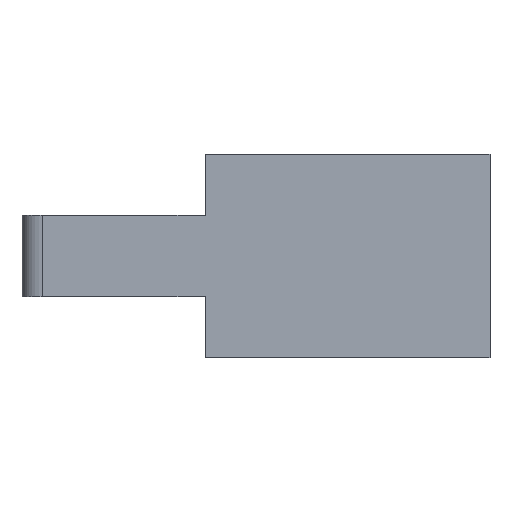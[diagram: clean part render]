
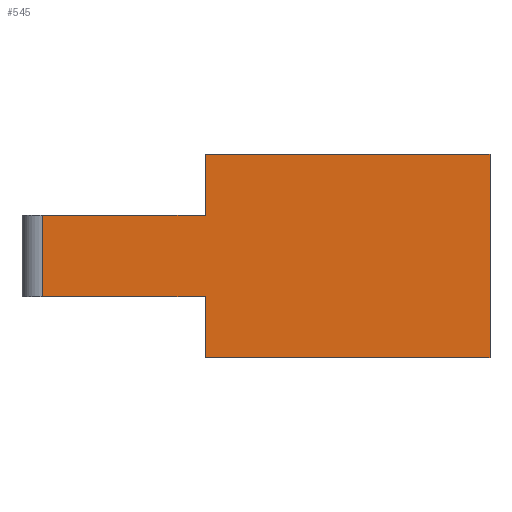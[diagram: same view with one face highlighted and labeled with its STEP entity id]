
A CAD part, top view. The second image highlights one B-rep face of the part: STEP entity #545.
In plain terms, the highlighted planar face has unit normal (0, 0, 1).
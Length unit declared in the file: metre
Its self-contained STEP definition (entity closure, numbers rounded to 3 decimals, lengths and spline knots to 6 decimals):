
#2 = VERTEX_POINT ( 'NONE', #33 ) ;
#3 = ORIENTED_EDGE ( 'NONE', *, *, #163, .T. ) ;
#15 = LINE ( 'NONE', #178, #54 ) ;
#27 = VECTOR ( 'NONE', #89, 1. ) ;
#29 = CARTESIAN_POINT ( 'NONE',  ( -0.075, -0.01, 0.005 ) ) ;
#33 = CARTESIAN_POINT ( 'NONE',  ( -0.035, -0.01, 0.005 ) ) ;
#36 = ORIENTED_EDGE ( 'NONE', *, *, #83, .F. ) ;
#46 = CARTESIAN_POINT ( 'NONE',  ( -0.035, -0.025, 0.005 ) ) ;
#48 = CARTESIAN_POINT ( 'NONE',  ( -0.075, -0.01, 0.005 ) ) ;
#50 = VERTEX_POINT ( 'NONE', #204 ) ;
#53 = VECTOR ( 'NONE', #336, 1. ) ;
#54 = VECTOR ( 'NONE', #433, 1. ) ;
#78 = PLANE ( 'NONE',  #330 ) ;
#83 = EDGE_CURVE ( 'NONE', #124, #227, #180, .T. ) ;
#89 = DIRECTION ( 'NONE',  ( 0., 1., 0. ) ) ;
#99 = LINE ( 'NONE', #296, #27 ) ;
#105 = DIRECTION ( 'NONE',  ( 1., 0., 0. ) ) ;
#109 = VECTOR ( 'NONE', #256, 1. ) ;
#114 = ORIENTED_EDGE ( 'NONE', *, *, #186, .F. ) ;
#124 = VERTEX_POINT ( 'NONE', #379 ) ;
#138 = EDGE_CURVE ( 'NONE', #294, #2, #238, .T. ) ;
#149 = LINE ( 'NONE', #388, #357 ) ;
#158 = CARTESIAN_POINT ( 'NONE',  ( -0.035, -0.025, 0.005 ) ) ;
#163 = EDGE_CURVE ( 'NONE', #321, #227, #99, .T. ) ;
#171 = CARTESIAN_POINT ( 'NONE',  ( 0.035, 0.025, 0.005 ) ) ;
#172 = ORIENTED_EDGE ( 'NONE', *, *, #303, .T. ) ;
#178 = CARTESIAN_POINT ( 'NONE',  ( -0.035, -0.025, 0.005 ) ) ;
#180 = LINE ( 'NONE', #373, #109 ) ;
#186 = EDGE_CURVE ( 'NONE', #508, #543, #425, .T. ) ;
#202 = DIRECTION ( 'NONE',  ( 0., 0., 1. ) ) ;
#204 = CARTESIAN_POINT ( 'NONE',  ( -0.035, 0.01, 0.005 ) ) ;
#221 = FACE_OUTER_BOUND ( 'NONE', #245, .T. ) ;
#227 = VERTEX_POINT ( 'NONE', #171 ) ;
#229 = VECTOR ( 'NONE', #267, 1. ) ;
#238 = LINE ( 'NONE', #46, #53 ) ;
#242 = EDGE_CURVE ( 'NONE', #50, #124, #372, .T. ) ;
#244 = CARTESIAN_POINT ( 'NONE',  ( -0.075, 0.01, 0.005 ) ) ;
#245 = EDGE_LOOP ( 'NONE', ( #3, #36, #351, #376, #114, #172, #285, #356 ) ) ;
#256 = DIRECTION ( 'NONE',  ( 1., 0., 0. ) ) ;
#261 = EDGE_CURVE ( 'NONE', #294, #321, #15, .T. ) ;
#262 = VECTOR ( 'NONE', #105, 1. ) ;
#266 = CARTESIAN_POINT ( 'NONE',  ( -0.035, -0.025, 0.005 ) ) ;
#267 = DIRECTION ( 'NONE',  ( 0., 1., 0. ) ) ;
#285 = ORIENTED_EDGE ( 'NONE', *, *, #138, .F. ) ;
#294 = VERTEX_POINT ( 'NONE', #266 ) ;
#296 = CARTESIAN_POINT ( 'NONE',  ( 0.035, -0.025, 0.005 ) ) ;
#299 = LINE ( 'NONE', #537, #262 ) ;
#303 = EDGE_CURVE ( 'NONE', #508, #2, #149, .T. ) ;
#321 = VERTEX_POINT ( 'NONE', #381 ) ;
#330 = AXIS2_PLACEMENT_3D ( 'NONE', #158, #202, #460 ) ;
#336 = DIRECTION ( 'NONE',  ( 0., 1., 0. ) ) ;
#351 = ORIENTED_EDGE ( 'NONE', *, *, #242, .F. ) ;
#356 = ORIENTED_EDGE ( 'NONE', *, *, #261, .T. ) ;
#357 = VECTOR ( 'NONE', #480, 1. ) ;
#372 = LINE ( 'NONE', #479, #229 ) ;
#373 = CARTESIAN_POINT ( 'NONE',  ( -0.035, 0.025, 0.005 ) ) ;
#376 = ORIENTED_EDGE ( 'NONE', *, *, #427, .F. ) ;
#379 = CARTESIAN_POINT ( 'NONE',  ( -0.035, 0.025, 0.005 ) ) ;
#381 = CARTESIAN_POINT ( 'NONE',  ( 0.035, -0.025, 0.005 ) ) ;
#388 = CARTESIAN_POINT ( 'NONE',  ( -0.035, -0.01, 0.005 ) ) ;
#425 = LINE ( 'NONE', #48, #496 ) ;
#427 = EDGE_CURVE ( 'NONE', #543, #50, #299, .T. ) ;
#433 = DIRECTION ( 'NONE',  ( 1., 0., 0. ) ) ;
#439 = DIRECTION ( 'NONE',  ( 0., 1., 0. ) ) ;
#460 = DIRECTION ( 'NONE',  ( 1., 0., 0. ) ) ;
#479 = CARTESIAN_POINT ( 'NONE',  ( -0.035, -0.025, 0.005 ) ) ;
#480 = DIRECTION ( 'NONE',  ( 1., 0., 0. ) ) ;
#496 = VECTOR ( 'NONE', #439, 1. ) ;
#508 = VERTEX_POINT ( 'NONE', #29 ) ;
#537 = CARTESIAN_POINT ( 'NONE',  ( -0.035, 0.01, 0.005 ) ) ;
#543 = VERTEX_POINT ( 'NONE', #244 ) ;
#545 = ADVANCED_FACE ( 'NONE', ( #221 ), #78, .T. ) ;
